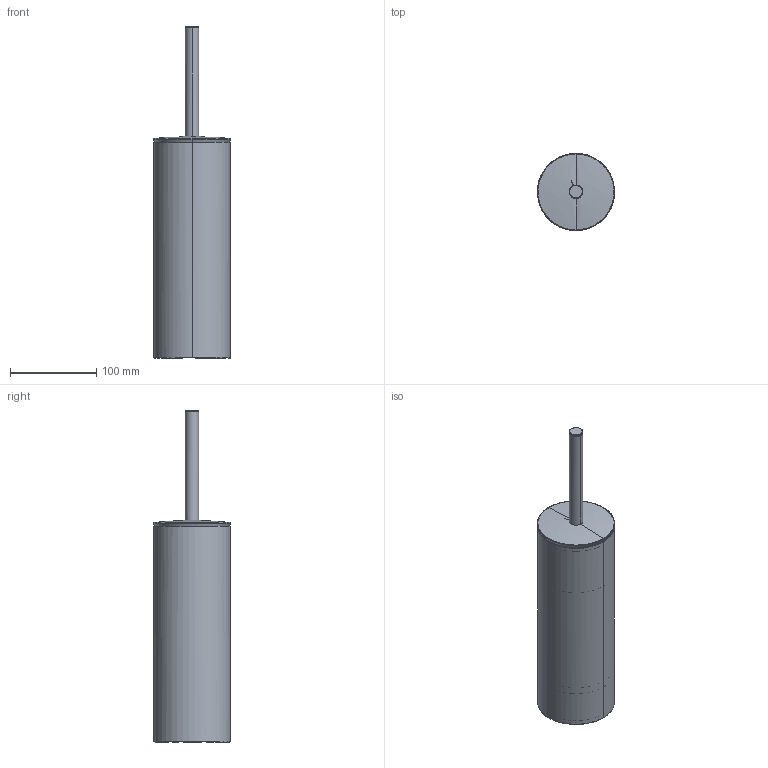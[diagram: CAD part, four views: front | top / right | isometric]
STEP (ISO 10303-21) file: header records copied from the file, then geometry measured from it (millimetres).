
FILE_DESCRIPTION(/* description */ (''),/* implementation_level */ '2;1');
FILE_NAME(/* name */ '0099281000',/* time_stamp */ '2019-01-11T14:51:38+01:00',/* author */ (''),/* organization */ (''),/* preprocessor_version */ 'ST-DEVELOPER v15',/* originating_system */ '',/* authorisation */ '');
FILE_SCHEMA (('AUTOMOTIVE_DESIGN'));
Length unit declared in the file: millimetre
Products named in the file (1): Document
Bounding box: 89.52 x 89.53 x 385 mm (x, y, z)
Volume: 201.1 mm3; surface area: 278295.8 mm2
Topology: 1 solids, 33 shells, 53 faces, 134 edges, 97 vertices
Faces by surface type: bspline 53
Entity records: 3525 total; most frequent: CARTESIAN_POINT 2156, ORIENTED_EDGE 172, PCURVE 172, DEFINITIONAL_REPRESENTATION 172, B_SPLINE_CURVE_WITH_KNOTS 168, SURFACE_CURVE 132, EDGE_CURVE 132, VERTEX_POINT 97
